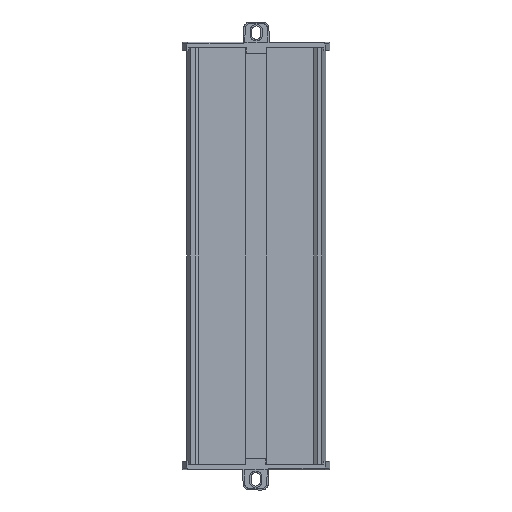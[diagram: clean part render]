
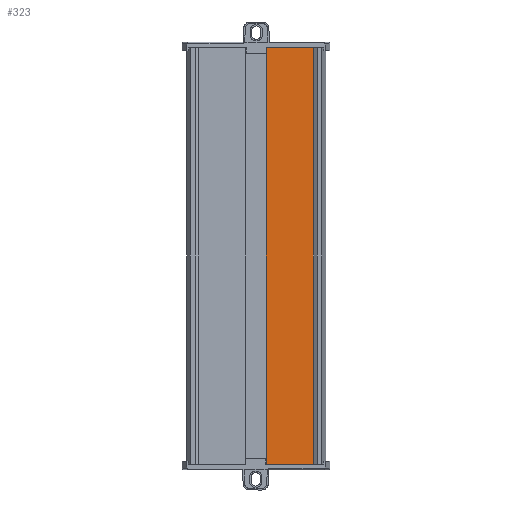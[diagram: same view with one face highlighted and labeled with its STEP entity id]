
A CAD part, front view. The second image highlights one B-rep face of the part: STEP entity #323.
In plain terms, the highlighted planar face has unit normal (0, -1, 0).
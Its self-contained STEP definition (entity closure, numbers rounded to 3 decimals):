
#41 = VECTOR ( 'NONE', #7025, 1000. ) ;
#216 = VERTEX_POINT ( 'NONE', #9250 ) ;
#323 = ADVANCED_FACE ( 'NONE', ( #6956 ), #6528, .T. ) ;
#965 = CARTESIAN_POINT ( 'NONE',  ( 6.025, -1.653, -250. ) ) ;
#1552 = DIRECTION ( 'NONE',  ( 0., 0., -1. ) ) ;
#1723 = EDGE_CURVE ( 'NONE', #4820, #3509, #2748, .T. ) ;
#1798 = ORIENTED_EDGE ( 'NONE', *, *, #4158, .T. ) ;
#1987 = AXIS2_PLACEMENT_3D ( 'NONE', #7521, #8426, #1552 ) ;
#2421 = CARTESIAN_POINT ( 'NONE',  ( 6.025, -1.653, -250. ) ) ;
#2575 = CARTESIAN_POINT ( 'NONE',  ( 34.109, -1.653, 0. ) ) ;
#2748 = LINE ( 'NONE', #12372, #10278 ) ;
#2810 = EDGE_CURVE ( 'NONE', #216, #3255, #8757, .T. ) ;
#3255 = VERTEX_POINT ( 'NONE', #2575 ) ;
#3453 = DIRECTION ( 'NONE',  ( 0., 0., 1. ) ) ;
#3509 = VERTEX_POINT ( 'NONE', #9838 ) ;
#4082 = VECTOR ( 'NONE', #5049, 1000. ) ;
#4158 = EDGE_CURVE ( 'NONE', #4820, #216, #12722, .T. ) ;
#4712 = CARTESIAN_POINT ( 'NONE',  ( 6.025, -1.653, 0. ) ) ;
#4820 = VERTEX_POINT ( 'NONE', #2421 ) ;
#5049 = DIRECTION ( 'NONE',  ( 1., 0., 0. ) ) ;
#5807 = EDGE_LOOP ( 'NONE', ( #10755, #12161, #1798, #6328 ) ) ;
#6079 = VECTOR ( 'NONE', #9930, 1000. ) ;
#6328 = ORIENTED_EDGE ( 'NONE', *, *, #2810, .T. ) ;
#6528 = PLANE ( 'NONE',  #1987 ) ;
#6930 = CARTESIAN_POINT ( 'NONE',  ( 34.109, -1.653, -250. ) ) ;
#6956 = FACE_OUTER_BOUND ( 'NONE', #5807, .T. ) ;
#7025 = DIRECTION ( 'NONE',  ( 1., 0., 0. ) ) ;
#7521 = CARTESIAN_POINT ( 'NONE',  ( 6.025, -1.653, -250. ) ) ;
#8426 = DIRECTION ( 'NONE',  ( 0., -1., 0. ) ) ;
#8757 = LINE ( 'NONE', #6930, #6079 ) ;
#9250 = CARTESIAN_POINT ( 'NONE',  ( 34.109, -1.653, -250. ) ) ;
#9838 = CARTESIAN_POINT ( 'NONE',  ( 6.025, -1.653, 0. ) ) ;
#9930 = DIRECTION ( 'NONE',  ( 0., 0., 1. ) ) ;
#10051 = LINE ( 'NONE', #4712, #4082 ) ;
#10278 = VECTOR ( 'NONE', #3453, 1000. ) ;
#10564 = EDGE_CURVE ( 'NONE', #3509, #3255, #10051, .T. ) ;
#10755 = ORIENTED_EDGE ( 'NONE', *, *, #10564, .F. ) ;
#12161 = ORIENTED_EDGE ( 'NONE', *, *, #1723, .F. ) ;
#12372 = CARTESIAN_POINT ( 'NONE',  ( 6.025, -1.653, -250. ) ) ;
#12722 = LINE ( 'NONE', #965, #41 ) ;
